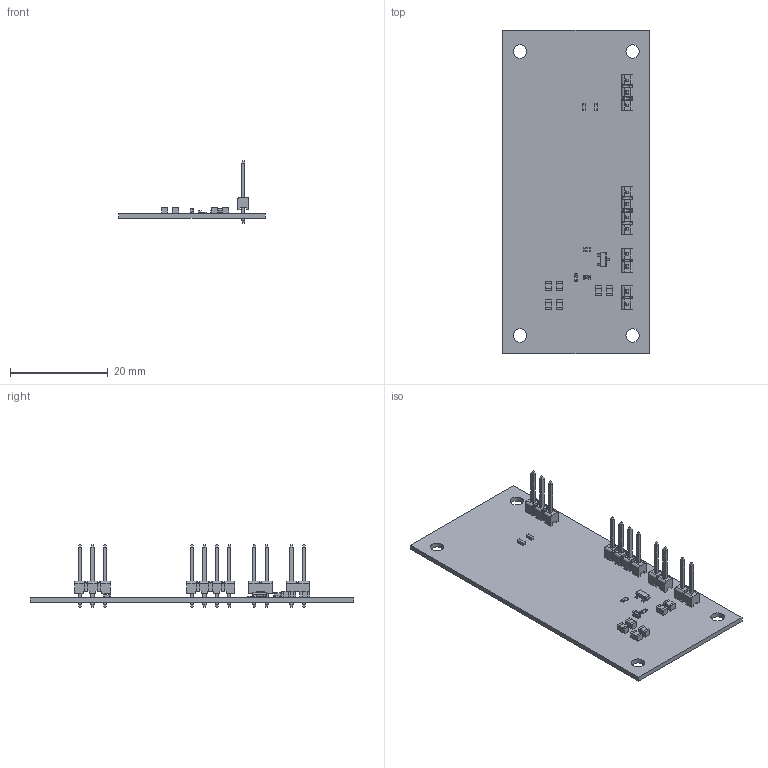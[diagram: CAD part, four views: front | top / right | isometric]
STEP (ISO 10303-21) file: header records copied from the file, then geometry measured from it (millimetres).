
FILE_DESCRIPTION(('for SolidWorks'),'2;1');
FILE_NAME('Baseboard.step', '2017-04-29T10:43:47',('Avery Bodenstein'),(''), 'Open CASCADE STEP processor 6.6','DipTrace','Unknown');
FILE_SCHEMA(('AUTOMOTIVE_DESIGN { 1 0 10303 214 1 1 1 1 }'));
Length unit declared in the file: millimetre
Products named in the file (10): PCB; Board; hdr-1x2t_2.54_5x2; cap_0805; hdr-1x4t_2.54_10x2; sot23; res_0603; hdr-1x3t_2.54_7x2; cap_0603
Assembly tree (17 placements, depth 2):
  PCB
    Board
    hdr-1x2t_2.54_5x2  x2
    cap_0805  x6
    hdr-1x4t_2.54_10x2
    sot23
    res_0603  x2
    hdr-1x3t_2.54_7x2
    cap_0603
    res_0603  x2
Bounding box: 29.84 x 66.04 x 12.84 mm (x, y, z)
Volume: 1950.5 mm3; surface area: 4984.7 mm2
Topology: 12 solids, 55 shells, 1331 faces, 2764 edges, 1532 vertices
Faces by surface type: plane 1215, cylinder 72, bspline 36, sphere 8
Full cylindrical faces by diameter (mm): 2.75 x4
Entity records: 29060 total; most frequent: CARTESIAN_POINT 5125, ORIENTED_EDGE 3512, DIRECTION 3504, EDGE_CURVE 1758, LINE 1530, VECTOR 1530, AXIS2_PLACEMENT_3D 987, VERTEX_POINT 984
